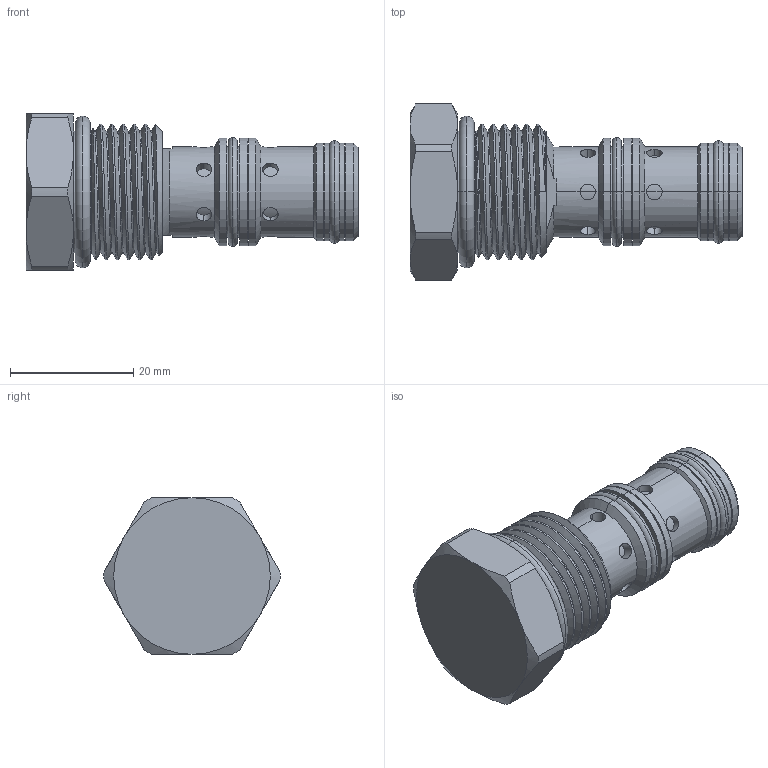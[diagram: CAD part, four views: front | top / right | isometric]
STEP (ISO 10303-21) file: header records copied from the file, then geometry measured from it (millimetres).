
FILE_DESCRIPTION (( 'STEP AP214' ), '1' );
FILE_NAME ('CO10W30(3C)-N.STEP', '2016-04-15T03:49:50', ( '' ), ( '' ), 'SwSTEP 2.0', 'SolidWorks 2012', '' );
FILE_SCHEMA (( 'AUTOMOTIVE_DESIGN' ));
Length unit declared in the file: millimetre
Products named in the file (1): CO10W30(3C)-N
Bounding box: 53.84 x 28.57 x 25.4 mm (x, y, z)
Volume: 15077.8 mm3; surface area: 6721 mm2
Topology: 4 solids, 4 shells, 173 faces, 392 edges, 243 vertices
Faces by surface type: cylinder 88, cone 32, plane 31, torus 19, bspline 3
Entity records: 6892 total; most frequent: CARTESIAN_POINT 3094, ORIENTED_EDGE 784, DIRECTION 764, EDGE_CURVE 392, AXIS2_PLACEMENT_3D 325, VERTEX_POINT 243, EDGE_LOOP 195, FACE_OUTER_BOUND 173
